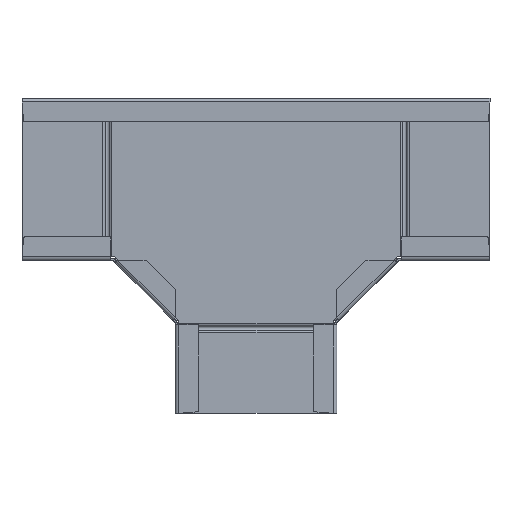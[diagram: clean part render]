
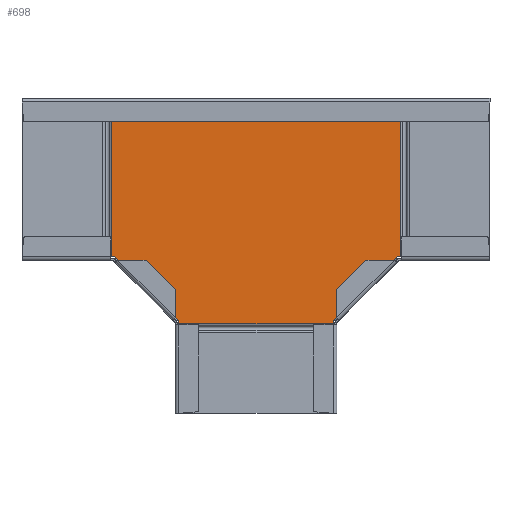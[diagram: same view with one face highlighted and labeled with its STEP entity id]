
A CAD part, top view. The second image highlights one B-rep face of the part: STEP entity #698.
In plain terms, the highlighted planar face has unit normal (0, 0, 1).
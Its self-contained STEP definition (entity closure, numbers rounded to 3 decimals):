
#9=DIRECTION('',(0.,-1.,0.));
#10=VECTOR('',#9,98.5);
#11=CARTESIAN_POINT('',(92.272,198.85,0.));
#12=LINE('',#11,#10);
#17=DIRECTION('',(0.,1.,0.));
#18=VECTOR('',#17,1.972);
#19=CARTESIAN_POINT('',(49.25,57.328,0.));
#20=LINE('',#19,#18);
#21=DIRECTION('',(0.,-1.,0.));
#22=VECTOR('',#21,1.972);
#23=CARTESIAN_POINT('',(-49.25,59.3,0.));
#24=LINE('',#23,#22);
#25=DIRECTION('',(0.707,-0.707,0.));
#26=VECTOR('',#25,58.053);
#27=CARTESIAN_POINT('',(-90.3,100.35,0.));
#28=LINE('',#27,#26);
#29=DIRECTION('',(1.,0.,0.));
#30=VECTOR('',#29,1.972);
#31=CARTESIAN_POINT('',(-92.272,100.35,0.));
#32=LINE('',#31,#30);
#33=DIRECTION('',(1.,0.,0.));
#34=VECTOR('',#33,1.972);
#35=CARTESIAN_POINT('',(90.3,100.35,0.));
#36=LINE('',#35,#34);
#37=DIRECTION('',(0.707,0.707,0.));
#38=VECTOR('',#37,58.053);
#39=CARTESIAN_POINT('',(49.25,59.3,0.));
#40=LINE('',#39,#38);
#275=DIRECTION('',(1.,0.,0.));
#276=VECTOR('',#275,184.543);
#277=CARTESIAN_POINT('',(-92.272,198.85,0.));
#278=LINE('',#277,#276);
#357=DIRECTION('',(0.,1.,0.));
#358=VECTOR('',#357,98.5);
#359=CARTESIAN_POINT('',(-92.272,100.35,0.));
#360=LINE('',#359,#358);
#403=DIRECTION('',(-1.,0.,0.));
#404=VECTOR('',#403,98.5);
#405=CARTESIAN_POINT('',(49.25,57.328,0.));
#406=LINE('',#405,#404);
#497=CARTESIAN_POINT('',(49.25,57.328,0.));
#499=VERTEX_POINT('',#497);
#517=CARTESIAN_POINT('',(-49.25,57.328,0.));
#518=VERTEX_POINT('',#517);
#536=CARTESIAN_POINT('',(92.272,100.35,0.));
#538=VERTEX_POINT('',#536);
#543=CARTESIAN_POINT('',(90.3,100.35,0.));
#544=VERTEX_POINT('',#543);
#560=CARTESIAN_POINT('',(-92.272,100.35,0.));
#562=VERTEX_POINT('',#560);
#570=CARTESIAN_POINT('',(-92.272,198.85,0.));
#571=VERTEX_POINT('',#570);
#573=CARTESIAN_POINT('',(-90.3,100.35,0.));
#575=VERTEX_POINT('',#573);
#581=CARTESIAN_POINT('',(-49.25,59.3,0.));
#583=VERTEX_POINT('',#581);
#593=CARTESIAN_POINT('',(49.25,59.3,0.));
#595=VERTEX_POINT('',#593);
#602=CARTESIAN_POINT('',(92.272,198.85,0.));
#603=VERTEX_POINT('',#602);
#672=CARTESIAN_POINT('',(-49.25,50.2,0.));
#673=DIRECTION('',(0.,0.,1.));
#674=DIRECTION('',(1.,0.,0.));
#675=AXIS2_PLACEMENT_3D('',#672,#673,#674);
#676=PLANE('',#675);
#678=ORIENTED_EDGE('',*,*,#677,.F.);
#680=ORIENTED_EDGE('',*,*,#679,.T.);
#682=ORIENTED_EDGE('',*,*,#681,.F.);
#684=ORIENTED_EDGE('',*,*,#683,.F.);
#686=ORIENTED_EDGE('',*,*,#685,.F.);
#688=ORIENTED_EDGE('',*,*,#687,.T.);
#690=ORIENTED_EDGE('',*,*,#689,.T.);
#691=ORIENTED_EDGE('',*,*,#662,.T.);
#693=ORIENTED_EDGE('',*,*,#692,.F.);
#695=ORIENTED_EDGE('',*,*,#694,.F.);
#696=EDGE_LOOP('',(#678,#680,#682,#684,#686,#688,#690,#691,#693,#695));
#697=FACE_OUTER_BOUND('',#696,.F.);
#698=ADVANCED_FACE('',(#697),#676,.T.);
#662=EDGE_CURVE('',#603,#538,#12,.T.);
#677=EDGE_CURVE('',#499,#595,#20,.T.);
#679=EDGE_CURVE('',#499,#518,#406,.T.);
#681=EDGE_CURVE('',#583,#518,#24,.T.);
#683=EDGE_CURVE('',#575,#583,#28,.T.);
#685=EDGE_CURVE('',#562,#575,#32,.T.);
#687=EDGE_CURVE('',#562,#571,#360,.T.);
#689=EDGE_CURVE('',#571,#603,#278,.T.);
#692=EDGE_CURVE('',#544,#538,#36,.T.);
#694=EDGE_CURVE('',#595,#544,#40,.T.);
